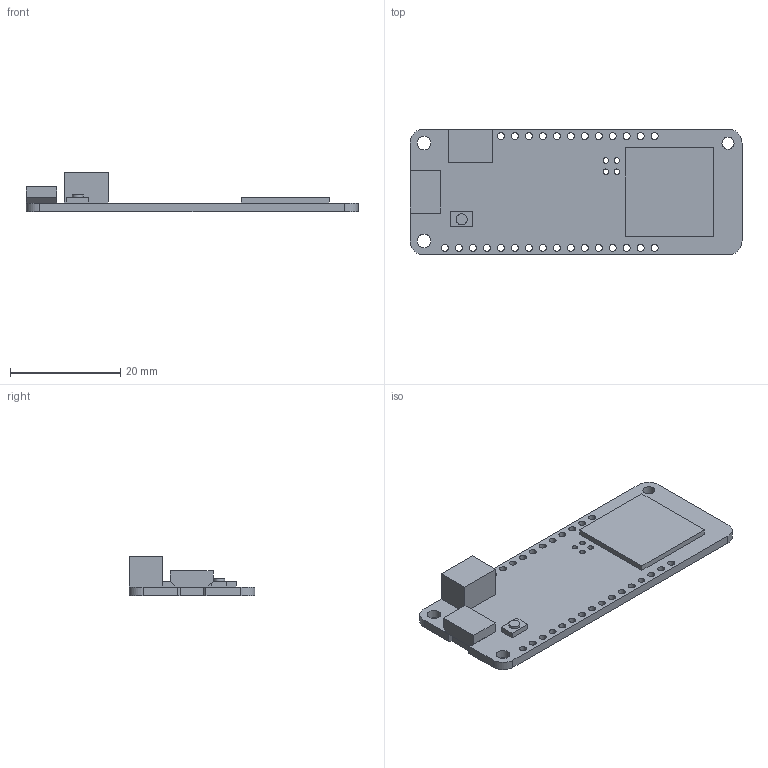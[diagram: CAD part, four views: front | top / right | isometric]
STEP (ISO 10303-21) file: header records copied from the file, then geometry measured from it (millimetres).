
FILE_DESCRIPTION(/* description */ (''),/* implementation_level */ '2;1');
FILE_NAME(/* name */ '3027 Adafruit FONA Feather 32u4.step',/* time_stamp */ '2018-07-07T16:03:17-04:00',/* author */ ('Adafruit'),/* organization */ (''),/* preprocessor_version */ 'ST-DEVELOPER v17',/* originating_system */ 'Autodesk Translation Framework v7.1.0.215',/* authorisation */ '');
FILE_SCHEMA (('AUTOMOTIVE_DESIGN { 1 0 10303 214 3 1 1 }'));
Length unit declared in the file: millimetre
Products named in the file (1): Adafruit FONA Feather 32u4
Bounding box: 60.33 x 22.86 x 7.2 mm (x, y, z)
Volume: 2771 mm3; surface area: 4158.5 mm2
Topology: 5 solids, 5 shells, 77 faces, 198 edges, 132 vertices
Faces by surface type: cylinder 40, plane 37
Full cylindrical faces by diameter (mm): 1.002 x4, 1.27 x28, 2 x1, 2.2 x1, 2.5 x2
Entity records: 2541 total; most frequent: DIRECTION 434, CARTESIAN_POINT 408, ORIENTED_EDGE 396, EDGE_CURVE 198, AXIS2_PLACEMENT_3D 158, EDGE_LOOP 148, VERTEX_POINT 132, LINE 118
